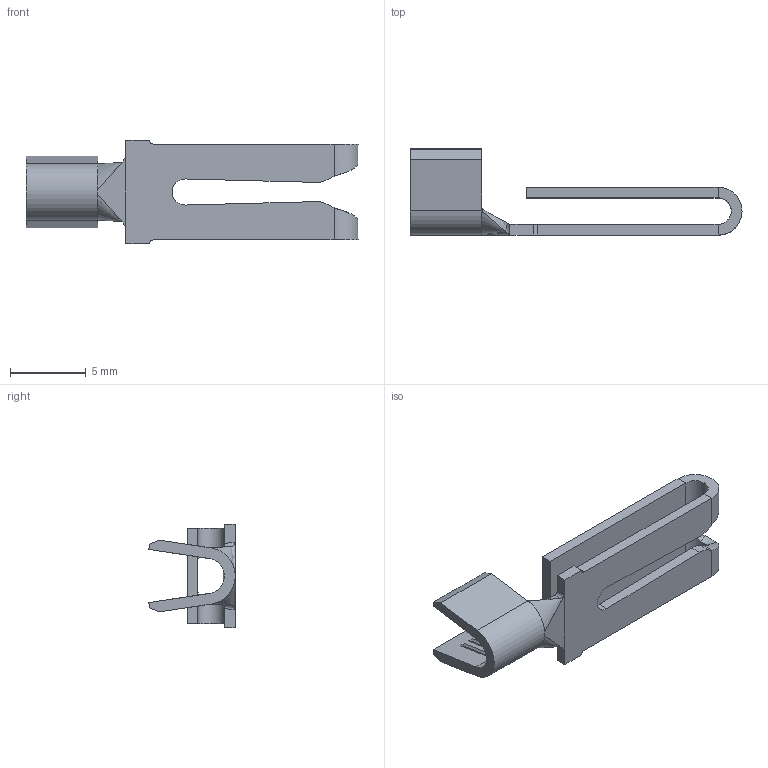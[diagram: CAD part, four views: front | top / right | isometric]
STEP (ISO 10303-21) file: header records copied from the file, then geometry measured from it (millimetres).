
FILE_DESCRIPTION (( 'STEP AP203' ), '1' );
FILE_NAME ('09531.STEP', '2015-02-23T14:08:49', ( '' ), ( '' ), 'SwSTEP 2.0', 'SolidWorks 2014', '' );
FILE_SCHEMA (( 'CONFIG_CONTROL_DESIGN' ));
Length unit declared in the file: inch
Products named in the file (1): 09531
Bounding box: 21.97 x 5.71 x 6.86 mm (x, y, z)
Volume: 151.9 mm3; surface area: 546.1 mm2
Topology: 1 solids, 1 shells, 121 faces, 309 edges, 190 vertices
Faces by surface type: plane 80, cylinder 21, bspline 14, cone 6
Entity records: 4048 total; most frequent: CARTESIAN_POINT 1157, ORIENTED_EDGE 618, DIRECTION 523, EDGE_CURVE 309, VECTOR 231, LINE 231, VERTEX_POINT 190, AXIS2_PLACEMENT_3D 146
